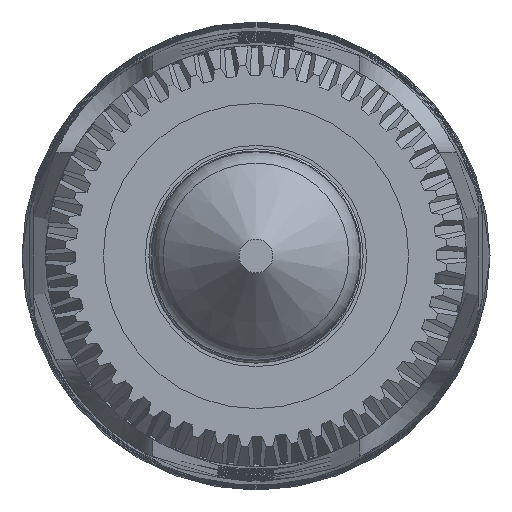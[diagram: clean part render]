
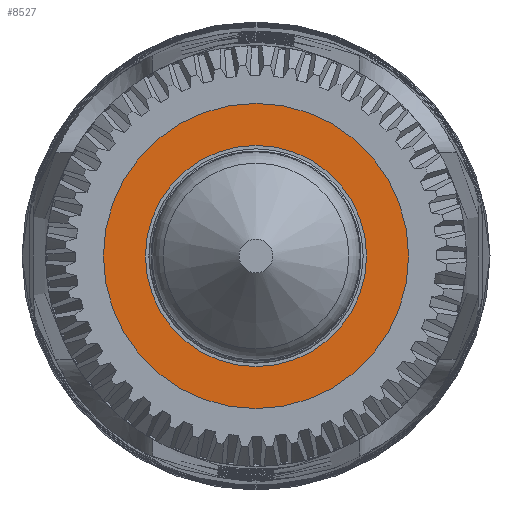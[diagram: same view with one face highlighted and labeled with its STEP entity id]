
A CAD part, front view. The second image highlights one B-rep face of the part: STEP entity #8527.
In plain terms, the highlighted planar face has unit normal (0, -1, 0).
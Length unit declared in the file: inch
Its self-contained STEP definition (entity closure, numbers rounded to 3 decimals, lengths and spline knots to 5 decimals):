
#1943=PLANE('',#9197);
#2131=FACE_BOUND('',#2780,.T.);
#2379=FACE_OUTER_BOUND('',#2779,.T.);
#2779=EDGE_LOOP('',(#6933));
#2780=EDGE_LOOP('',(#6934));
#3116=CIRCLE('',#9198,0.17717);
#3117=CIRCLE('',#9199,0.12835);
#3796=VERTEX_POINT('',#13408);
#3797=VERTEX_POINT('',#13410);
#5012=EDGE_CURVE('',#3796,#3796,#3116,.T.);
#5013=EDGE_CURVE('',#3797,#3797,#3117,.T.);
#6933=ORIENTED_EDGE('',*,*,#5012,.F.);
#6934=ORIENTED_EDGE('',*,*,#5013,.F.);
#8527=ADVANCED_FACE('',(#2379,#2131),#1943,.F.);
#9197=AXIS2_PLACEMENT_3D('',#13407,#10854,#10855);
#9198=AXIS2_PLACEMENT_3D('',#13409,#10856,#10857);
#9199=AXIS2_PLACEMENT_3D('',#13411,#10858,#10859);
#10854=DIRECTION('center_axis',(0.,1.,0.));
#10855=DIRECTION('ref_axis',(1.,0.,0.));
#10856=DIRECTION('center_axis',(0.,1.,0.));
#10857=DIRECTION('ref_axis',(0.,0.,
1.));
#10858=DIRECTION('center_axis',(0.,-1.,0.));
#10859=DIRECTION('ref_axis',(0.,0.,
1.));
#13407=CARTESIAN_POINT('Origin',(0.,0.99163,
0.));
#13408=CARTESIAN_POINT('',(0.,0.99163,-0.17717));
#13409=CARTESIAN_POINT('Origin',(0.,0.99163,
0.));
#13410=CARTESIAN_POINT('',(0.,0.99163,-0.12835));
#13411=CARTESIAN_POINT('Origin',(0.,0.99163,
0.));
